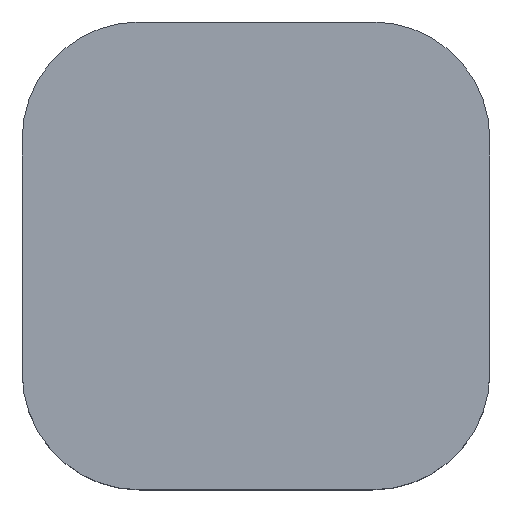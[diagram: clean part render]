
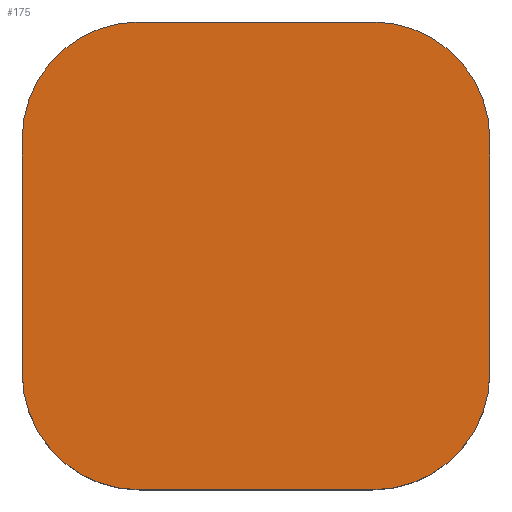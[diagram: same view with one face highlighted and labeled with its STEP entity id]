
A CAD part, top view. The second image highlights one B-rep face of the part: STEP entity #175.
In plain terms, the highlighted planar face has unit normal (0, 0, 1).
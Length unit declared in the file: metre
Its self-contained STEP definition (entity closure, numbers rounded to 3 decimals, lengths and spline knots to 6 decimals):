
#20=CIRCLE('',#203,0.05);
#21=CIRCLE('',#204,0.05);
#22=CIRCLE('',#205,0.05);
#23=CIRCLE('',#206,0.05);
#48=ORIENTED_EDGE('',*,*,#74,.F.);
#49=ORIENTED_EDGE('',*,*,#92,.T.);
#50=ORIENTED_EDGE('',*,*,#76,.T.);
#51=ORIENTED_EDGE('',*,*,#93,.T.);
#52=ORIENTED_EDGE('',*,*,#82,.T.);
#53=ORIENTED_EDGE('',*,*,#94,.T.);
#54=ORIENTED_EDGE('',*,*,#86,.F.);
#55=ORIENTED_EDGE('',*,*,#95,.T.);
#74=EDGE_CURVE('',#98,#99,#114,.T.);
#76=EDGE_CURVE('',#100,#101,#116,.T.);
#82=EDGE_CURVE('',#107,#106,#122,.T.);
#86=EDGE_CURVE('',#110,#111,#126,.T.);
#92=EDGE_CURVE('',#98,#100,#20,.T.);
#93=EDGE_CURVE('',#101,#107,#21,.T.);
#94=EDGE_CURVE('',#106,#111,#22,.T.);
#95=EDGE_CURVE('',#110,#99,#23,.T.);
#98=VERTEX_POINT('',#271);
#99=VERTEX_POINT('',#273);
#100=VERTEX_POINT('',#277);
#101=VERTEX_POINT('',#278);
#106=VERTEX_POINT('',#289);
#107=VERTEX_POINT('',#291);
#110=VERTEX_POINT('',#298);
#111=VERTEX_POINT('',#300);
#114=LINE('',#272,#130);
#116=LINE('',#276,#132);
#122=LINE('',#290,#138);
#126=LINE('',#299,#142);
#130=VECTOR('',#217,1.);
#132=VECTOR('',#221,1.);
#138=VECTOR('',#229,1.);
#142=VECTOR('',#235,1.);
#149=EDGE_LOOP('',(#48,#49,#50,#51,#52,#53,#54,#55));
#159=FACE_BOUND('',#149,.T.);
#169=PLANE('',#202);
#175=ADVANCED_FACE('',(#159),#169,.T.);
#202=AXIS2_PLACEMENT_3D('',#307,#247,#248);
#203=AXIS2_PLACEMENT_3D('',#308,#249,#250);
#204=AXIS2_PLACEMENT_3D('',#309,#251,#252);
#205=AXIS2_PLACEMENT_3D('',#310,#253,#254);
#206=AXIS2_PLACEMENT_3D('',#311,#255,#256);
#217=DIRECTION('',(-1.,0.,0.));
#221=DIRECTION('',(0.,1.,0.));
#229=DIRECTION('',(-1.,0.,0.));
#235=DIRECTION('',(0.,1.,0.));
#247=DIRECTION('',(0.,0.,1.));
#248=DIRECTION('',(1.,0.,0.));
#249=DIRECTION('',(0.,0.,1.));
#250=DIRECTION('',(1.,0.,0.));
#251=DIRECTION('',(0.,0.,1.));
#252=DIRECTION('',(1.,0.,0.));
#253=DIRECTION('',(0.,0.,1.));
#254=DIRECTION('',(1.,0.,0.));
#255=DIRECTION('',(0.,0.,1.));
#256=DIRECTION('',(1.,0.,0.));
#271=CARTESIAN_POINT('',(0.05,-0.1,0.));
#272=CARTESIAN_POINT('',(0.,-0.1,0.));
#273=CARTESIAN_POINT('',(-0.05,-0.1,0.));
#276=CARTESIAN_POINT('',(0.1,0.,0.));
#277=CARTESIAN_POINT('',(0.1,-0.05,0.));
#278=CARTESIAN_POINT('',(0.1,0.05,0.));
#289=CARTESIAN_POINT('',(-0.05,0.1,0.));
#290=CARTESIAN_POINT('',(0.,0.1,0.));
#291=CARTESIAN_POINT('',(0.05,0.1,0.));
#298=CARTESIAN_POINT('',(-0.1,-0.05,0.));
#299=CARTESIAN_POINT('',(-0.1,0.,0.));
#300=CARTESIAN_POINT('',(-0.1,0.05,0.));
#307=CARTESIAN_POINT('',(0.,0.,0.));
#308=CARTESIAN_POINT('',(0.05,-0.05,0.));
#309=CARTESIAN_POINT('',(0.05,0.05,0.));
#310=CARTESIAN_POINT('',(-0.05,0.05,0.));
#311=CARTESIAN_POINT('',(-0.05,-0.05,0.));
